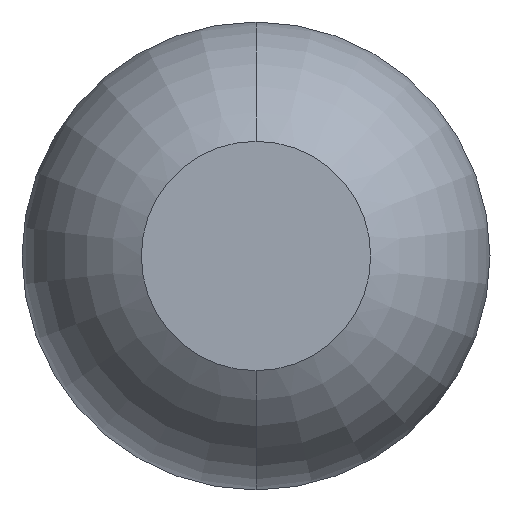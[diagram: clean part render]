
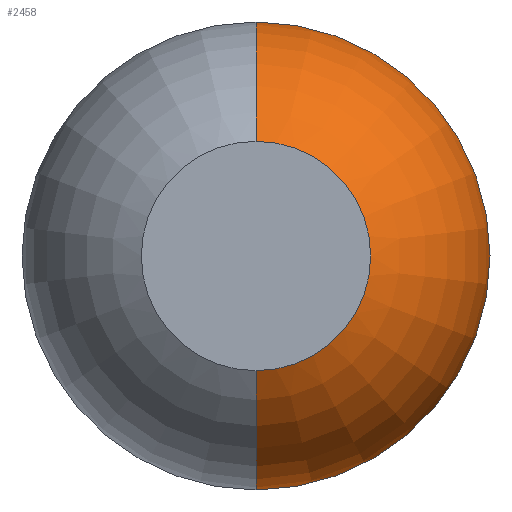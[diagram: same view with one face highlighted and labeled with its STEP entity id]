
A CAD part, front view. The second image highlights one B-rep face of the part: STEP entity #2458.
In plain terms, the highlighted toroidal (fillet/blend) face has major radius 0.01 mm and minor radius 0.5 mm.
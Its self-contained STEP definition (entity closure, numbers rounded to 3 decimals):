
#120 = DIRECTION ( 'NONE',  ( 0., -1., 0. ) ) ;
#339 = CIRCLE ( 'NONE', #1729, 0.51 ) ;
#435 = CARTESIAN_POINT ( 'NONE',  ( 0., -30.4, 0. ) ) ;
#438 = EDGE_CURVE ( 'Defeature ausgef�hrt1_11+Defeature ausgef�hrt1_5+Defeature ausgef�hrt1_5+Defeature ausgef�hrt1_5', #1861, #1115, #1364, .T. ) ;
#516 = CARTESIAN_POINT ( 'NONE',  ( 0., -29.961, 0. ) ) ;
#520 = DIRECTION ( 'NONE',  ( 1., 0., 0. ) ) ;
#597 = CARTESIAN_POINT ( 'NONE',  ( 0., -29.961, 0.01 ) ) ;
#699 = ORIENTED_EDGE ( 'NONE', *, *, #1898, .F. ) ;
#713 = CARTESIAN_POINT ( 'NONE',  ( 0., -30.4, 0.25 ) ) ;
#717 = CARTESIAN_POINT ( 'NONE',  ( 0., -30.4, -0.25 ) ) ;
#721 = CARTESIAN_POINT ( 'NONE',  ( 0., -29.961, 0. ) ) ;
#743 = DIRECTION ( 'NONE',  ( 0., 1., 0. ) ) ;
#791 = FACE_OUTER_BOUND ( 'NONE', #3654, .T. ) ;
#828 = ORIENTED_EDGE ( 'NONE', *, *, #438, .F. ) ;
#1069 = VERTEX_POINT ( 'NONE', #2943 ) ;
#1115 = VERTEX_POINT ( 'NONE', #713 ) ;
#1207 = DIRECTION ( 'NONE',  ( 0., 0., 1. ) ) ;
#1364 = CIRCLE ( 'NONE', #1628, 0.25 ) ;
#1492 = EDGE_CURVE ( 'NONE', #1115, #3005, #2710, .T. ) ;
#1628 = AXIS2_PLACEMENT_3D ( 'NONE', #435, #120, #2791 ) ;
#1658 = CARTESIAN_POINT ( 'NONE',  ( 0., -29.961, 0.51 ) ) ;
#1667 = TOROIDAL_SURFACE ( 'NONE', #2398, 0.01, 0.5 ) ;
#1680 = DIRECTION ( 'NONE',  ( 0., 0., 1. ) ) ;
#1729 = AXIS2_PLACEMENT_3D ( 'NONE', #516, #3756, #1680 ) ;
#1861 = VERTEX_POINT ( 'NONE', #717 ) ;
#1896 = ORIENTED_EDGE ( 'NONE', *, *, #1492, .F. ) ;
#1898 = EDGE_CURVE ( 'Defeature ausgef�hrt1_6+Defeature ausgef�hrt1_5+Defeature ausgef�hrt1_5+Defeature ausgef�hrt1_5', #3005, #1069, #339, .T. ) ;
#1989 = ORIENTED_EDGE ( 'NONE', *, *, #2657, .T. ) ;
#2091 = AXIS2_PLACEMENT_3D ( 'NONE', #2903, #520, #3183 ) ;
#2321 = AXIS2_PLACEMENT_3D ( 'NONE', #597, #2673, #1207 ) ;
#2398 = AXIS2_PLACEMENT_3D ( 'NONE', #721, #743, #3070 ) ;
#2458 = ADVANCED_FACE ( 'Defeature ausgef�hrt1_5', ( #791 ), #1667, .T. ) ;
#2657 = EDGE_CURVE ( 'NONE', #1861, #1069, #2734, .T. ) ;
#2673 = DIRECTION ( 'NONE',  ( -1., 0., 0. ) ) ;
#2710 = CIRCLE ( 'NONE', #2321, 0.5 ) ;
#2734 = CIRCLE ( 'NONE', #2091, 0.5 ) ;
#2791 = DIRECTION ( 'NONE',  ( 0., 0., -1. ) ) ;
#2903 = CARTESIAN_POINT ( 'NONE',  ( 0., -29.961, -0.01 ) ) ;
#2943 = CARTESIAN_POINT ( 'NONE',  ( 0., -29.961, -0.51 ) ) ;
#3005 = VERTEX_POINT ( 'NONE', #1658 ) ;
#3070 = DIRECTION ( 'NONE',  ( 0., 0., 1. ) ) ;
#3183 = DIRECTION ( 'NONE',  ( 0., 0., -1. ) ) ;
#3654 = EDGE_LOOP ( 'NONE', ( #828, #1989, #699, #1896 ) ) ;
#3756 = DIRECTION ( 'NONE',  ( 0., 1., 0. ) ) ;
